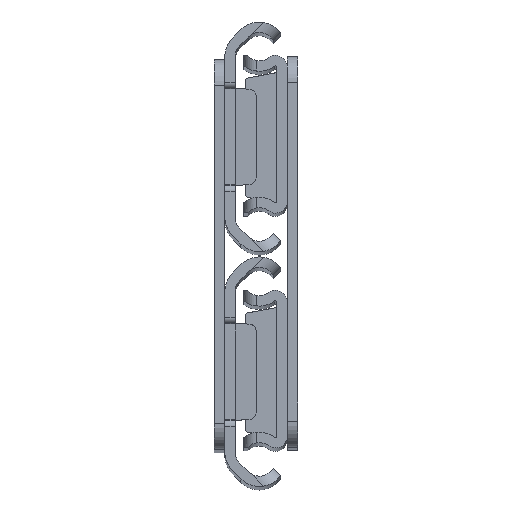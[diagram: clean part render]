
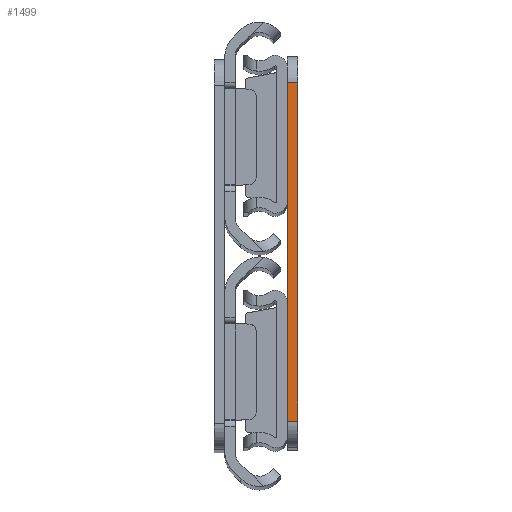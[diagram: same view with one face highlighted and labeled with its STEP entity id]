
A CAD part, top view. The second image highlights one B-rep face of the part: STEP entity #1499.
In plain terms, the highlighted planar face has unit normal (0, 0, 1).
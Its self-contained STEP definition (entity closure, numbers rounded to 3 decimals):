
#332 = DIRECTION ( 'NONE',  ( 1., 0., 0. ) ) ;
#484 = CARTESIAN_POINT ( 'NONE',  ( -1.6, 0., 0. ) ) ;
#632 = VECTOR ( 'NONE', #332, 1000. ) ;
#712 = CARTESIAN_POINT ( 'NONE',  ( 0., 26., 0. ) ) ;
#757 = LINE ( 'NONE', #4629, #941 ) ;
#793 = EDGE_CURVE ( 'NONE', #6424, #3842, #3285, .T. ) ;
#906 = LINE ( 'NONE', #7107, #1742 ) ;
#941 = VECTOR ( 'NONE', #1892, 1000. ) ;
#995 = CARTESIAN_POINT ( 'NONE',  ( -1.6, -26., 0. ) ) ;
#1122 = PLANE ( 'NONE',  #4827 ) ;
#1180 = EDGE_CURVE ( 'NONE', #2922, #1823, #757, .T. ) ;
#1266 = EDGE_CURVE ( 'NONE', #2922, #6424, #906, .T. ) ;
#1499 = ADVANCED_FACE ( 'NONE', ( #3436 ), #1122, .T. ) ;
#1545 = LINE ( 'NONE', #995, #632 ) ;
#1742 = VECTOR ( 'NONE', #3845, 1000. ) ;
#1823 = VERTEX_POINT ( 'NONE', #5900 ) ;
#1892 = DIRECTION ( 'NONE',  ( 0., -1., 0. ) ) ;
#2729 = DIRECTION ( 'NONE',  ( 0., -1., 0. ) ) ;
#2922 = VERTEX_POINT ( 'NONE', #712 ) ;
#3118 = CARTESIAN_POINT ( 'NONE',  ( -1.6, 26., 0. ) ) ;
#3154 = EDGE_LOOP ( 'NONE', ( #3977, #3928, #4197, #4772 ) ) ;
#3285 = LINE ( 'NONE', #484, #4600 ) ;
#3436 = FACE_OUTER_BOUND ( 'NONE', #3154, .T. ) ;
#3842 = VERTEX_POINT ( 'NONE', #3946 ) ;
#3845 = DIRECTION ( 'NONE',  ( -1., 0., 0. ) ) ;
#3928 = ORIENTED_EDGE ( 'NONE', *, *, #4202, .T. ) ;
#3946 = CARTESIAN_POINT ( 'NONE',  ( -1.6, -26., 0. ) ) ;
#3977 = ORIENTED_EDGE ( 'NONE', *, *, #793, .T. ) ;
#4197 = ORIENTED_EDGE ( 'NONE', *, *, #1180, .F. ) ;
#4202 = EDGE_CURVE ( 'NONE', #3842, #1823, #1545, .T. ) ;
#4600 = VECTOR ( 'NONE', #2729, 1000. ) ;
#4629 = CARTESIAN_POINT ( 'NONE',  ( 0., 0., 0. ) ) ;
#4772 = ORIENTED_EDGE ( 'NONE', *, *, #1266, .T. ) ;
#4827 = AXIS2_PLACEMENT_3D ( 'NONE', #5653, #6802, #4990 ) ;
#4990 = DIRECTION ( 'NONE',  ( 1., 0., 0. ) ) ;
#5653 = CARTESIAN_POINT ( 'NONE',  ( -1.6, 0., 0. ) ) ;
#5900 = CARTESIAN_POINT ( 'NONE',  ( 0., -26., 0. ) ) ;
#6424 = VERTEX_POINT ( 'NONE', #3118 ) ;
#6802 = DIRECTION ( 'NONE',  ( 0., 0., 1. ) ) ;
#7107 = CARTESIAN_POINT ( 'NONE',  ( -1.6, 26., 0. ) ) ;
